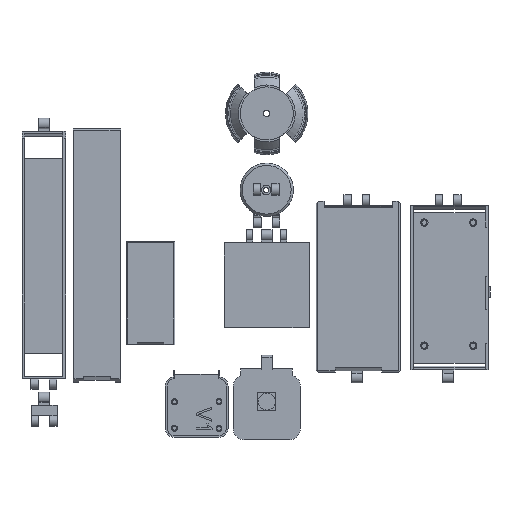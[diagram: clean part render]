
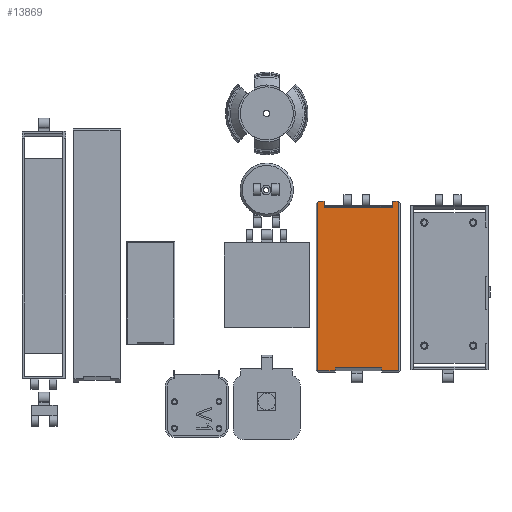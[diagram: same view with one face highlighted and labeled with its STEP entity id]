
A CAD part, top view. The second image highlights one B-rep face of the part: STEP entity #13869.
In plain terms, the highlighted planar face has unit normal (0, 0, 1).
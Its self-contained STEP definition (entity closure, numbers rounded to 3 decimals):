
#729=PLANE('',#14820);
#1396=FACE_OUTER_BOUND('',#2192,.T.);
#2192=EDGE_LOOP('',(#11438,#11439,#11440,#11441,#11442,#11443,#11444,#11445,
#11446,#11447,#11448,#11449,#11450,#11451));
#3294=LINE('',#22625,#4759);
#3297=LINE('',#22632,#4762);
#3303=LINE('',#22644,#4768);
#3304=LINE('',#22648,#4769);
#3309=LINE('',#22657,#4774);
#3310=LINE('',#22659,#4775);
#3311=LINE('',#22661,#4776);
#3312=LINE('',#22663,#4777);
#3313=LINE('',#22665,#4778);
#3314=LINE('',#22667,#4779);
#3315=LINE('',#22669,#4780);
#3316=LINE('',#22670,#4781);
#3317=LINE('',#22671,#4782);
#3318=LINE('',#22672,#4783);
#4759=VECTOR('',#17210,10.);
#4762=VECTOR('',#17215,10.);
#4768=VECTOR('',#17223,10.);
#4769=VECTOR('',#17226,16.55);
#4774=VECTOR('',#17233,10.);
#4775=VECTOR('',#17234,10.);
#4776=VECTOR('',#17235,16.55);
#4777=VECTOR('',#17236,17.863);
#4778=VECTOR('',#17237,16.55);
#4779=VECTOR('',#17238,17.863);
#4780=VECTOR('',#17239,16.55);
#4781=VECTOR('',#17240,17.863);
#4782=VECTOR('',#17241,10.);
#4783=VECTOR('',#17242,10.);
#6620=VERTEX_POINT('',#22622);
#6621=VERTEX_POINT('',#22624);
#6623=VERTEX_POINT('',#22629);
#6624=VERTEX_POINT('',#22631);
#6626=VERTEX_POINT('',#22637);
#6629=VERTEX_POINT('',#22642);
#6630=VERTEX_POINT('',#22646);
#6631=VERTEX_POINT('',#22647);
#6635=VERTEX_POINT('',#22658);
#6636=VERTEX_POINT('',#22660);
#6637=VERTEX_POINT('',#22662);
#6638=VERTEX_POINT('',#22664);
#6639=VERTEX_POINT('',#22666);
#6640=VERTEX_POINT('',#22668);
#8332=EDGE_CURVE('',#6621,#6620,#3294,.T.);
#8335=EDGE_CURVE('',#6623,#6624,#3297,.T.);
#8341=EDGE_CURVE('',#6629,#6626,#3303,.T.);
#8342=EDGE_CURVE('',#6630,#6631,#3304,.T.);
#8347=EDGE_CURVE('',#6620,#6626,#3309,.T.);
#8348=EDGE_CURVE('',#6635,#6629,#3310,.T.);
#8349=EDGE_CURVE('',#6636,#6635,#3311,.T.);
#8350=EDGE_CURVE('',#6637,#6636,#3312,.T.);
#8351=EDGE_CURVE('',#6638,#6637,#3313,.T.);
#8352=EDGE_CURVE('',#6639,#6638,#3314,.T.);
#8353=EDGE_CURVE('',#6639,#6640,#3315,.T.);
#8354=EDGE_CURVE('',#6631,#6640,#3316,.T.);
#8355=EDGE_CURVE('',#6624,#6630,#3317,.T.);
#8356=EDGE_CURVE('',#6623,#6621,#3318,.T.);
#11438=ORIENTED_EDGE('',*,*,#8347,.T.);
#11439=ORIENTED_EDGE('',*,*,#8341,.F.);
#11440=ORIENTED_EDGE('',*,*,#8348,.F.);
#11441=ORIENTED_EDGE('',*,*,#8349,.F.);
#11442=ORIENTED_EDGE('',*,*,#8350,.F.);
#11443=ORIENTED_EDGE('',*,*,#8351,.F.);
#11444=ORIENTED_EDGE('',*,*,#8352,.F.);
#11445=ORIENTED_EDGE('',*,*,#8353,.T.);
#11446=ORIENTED_EDGE('',*,*,#8354,.F.);
#11447=ORIENTED_EDGE('',*,*,#8342,.F.);
#11448=ORIENTED_EDGE('',*,*,#8355,.F.);
#11449=ORIENTED_EDGE('',*,*,#8335,.F.);
#11450=ORIENTED_EDGE('',*,*,#8356,.T.);
#11451=ORIENTED_EDGE('',*,*,#8332,.T.);
#13869=ADVANCED_FACE('',(#1396),#729,.T.);
#14820=AXIS2_PLACEMENT_3D('',#22656,#17231,#17232);
#17210=DIRECTION('',(-1.,0.,0.));
#17215=DIRECTION('',(1.,0.,0.));
#17223=DIRECTION('',(1.,0.,0.));
#17226=DIRECTION('',(0.,-1.,0.));
#17231=DIRECTION('center_axis',(0.,0.,
1.));
#17232=DIRECTION('ref_axis',(1.,0.,0.));
#17233=DIRECTION('',(0.,1.,0.));
#17234=DIRECTION('',(0.707,0.707,0.));
#17235=DIRECTION('',(0.,1.,0.));
#17236=DIRECTION('',(-1.,0.,0.));
#17237=DIRECTION('',(0.,-1.,0.));
#17238=DIRECTION('',(-1.,0.,0.));
#17239=DIRECTION('',(0.,-1.,0.));
#17240=DIRECTION('',(-1.,0.,0.));
#17241=DIRECTION('',(0.707,-0.707,0.));
#17242=DIRECTION('',(0.,-1.,0.));
#22622=CARTESIAN_POINT('',(23.178,5.512,-93.007));
#22624=CARTESIAN_POINT('',(55.332,5.512,-93.007));
#22625=CARTESIAN_POINT('',(45.346,5.512,-93.007));
#22629=CARTESIAN_POINT('',(55.332,8.512,-93.007));
#22631=CARTESIAN_POINT('',(58.109,8.512,-93.007));
#22632=CARTESIAN_POINT('',(47.601,8.512,-93.007));
#22637=CARTESIAN_POINT('',(23.178,8.512,-93.007));
#22642=CARTESIAN_POINT('',(20.401,8.512,-93.007));
#22644=CARTESIAN_POINT('',(47.601,8.512,-93.007));
#22646=CARTESIAN_POINT('',(58.395,8.227,-93.007));
#22647=CARTESIAN_POINT('',(58.395,-71.297,-93.007));
#22648=CARTESIAN_POINT('',(58.395,-11.606,-93.007));
#22656=CARTESIAN_POINT('Origin',(51.437,-31.724,-93.007));
#22657=CARTESIAN_POINT('',(23.178,-12.356,-93.007));
#22658=CARTESIAN_POINT('',(20.115,8.227,-93.007));
#22659=CARTESIAN_POINT('',(17.851,5.962,-93.007));
#22660=CARTESIAN_POINT('',(20.115,-71.297,-93.007));
#22661=CARTESIAN_POINT('',(20.115,-51.841,-93.007));
#22662=CARTESIAN_POINT('',(28.358,-71.297,-93.007));
#22663=CARTESIAN_POINT('',(39.898,-71.297,-93.007));
#22664=CARTESIAN_POINT('',(28.358,-69.973,-93.007));
#22665=CARTESIAN_POINT('',(28.358,-70.635,-93.007));
#22666=CARTESIAN_POINT('',(50.241,-69.973,-93.007));
#22667=CARTESIAN_POINT('',(50.839,-69.973,-93.007));
#22668=CARTESIAN_POINT('',(50.241,-71.297,-93.007));
#22669=CARTESIAN_POINT('',(50.241,-70.635,-93.007));
#22670=CARTESIAN_POINT('',(55.273,-71.297,-93.007));
#22671=CARTESIAN_POINT('',(66.75,-0.129,-93.007));
#22672=CARTESIAN_POINT('',(55.332,-12.356,-93.007));
